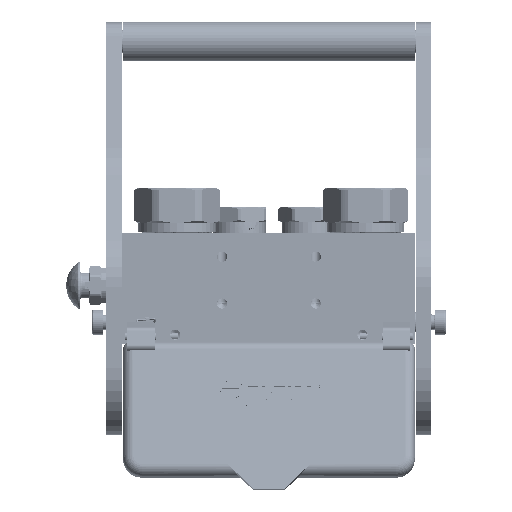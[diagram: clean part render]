
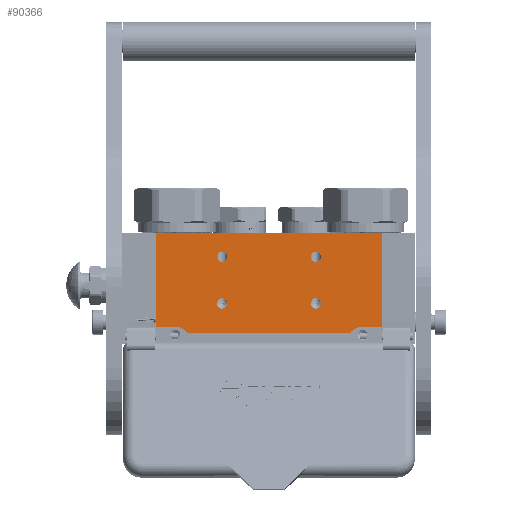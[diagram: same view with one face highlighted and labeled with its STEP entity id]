
A CAD part, left-side view. The second image highlights one B-rep face of the part: STEP entity #90366.
In plain terms, the highlighted face is planar.
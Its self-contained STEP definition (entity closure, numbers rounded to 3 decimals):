
#184 = CARTESIAN_POINT ( 'NONE',  ( 64., 18.3, -108. ) ) ;
#3815 = CARTESIAN_POINT ( 'NONE',  ( 166.7, 0., -108. ) ) ;
#4813 = ORIENTED_EDGE ( 'NONE', *, *, #94747, .F. ) ;
#5225 = DIRECTION ( 'NONE',  ( 0., 0., -1. ) ) ;
#7842 = ORIENTED_EDGE ( 'NONE', *, *, #139952, .F. ) ;
#9167 = CARTESIAN_POINT ( 'NONE',  ( 42.146, 64.2, -108. ) ) ;
#12729 = EDGE_LOOP ( 'NONE', ( #7842, #120094 ) ) ;
#15251 = DIRECTION ( 'NONE',  ( 0., 0., -1. ) ) ;
#15734 = CARTESIAN_POINT ( 'NONE',  ( 124., 15., -108. ) ) ;
#15756 = VERTEX_POINT ( 'NONE', #100161 ) ;
#15882 = CARTESIAN_POINT ( 'NONE',  ( 34., 60., -108. ) ) ;
#16825 = CARTESIAN_POINT ( 'NONE',  ( 21.3, 0., -108. ) ) ;
#18348 = CIRCLE ( 'NONE', #42749, 3.3 ) ;
#19206 = CARTESIAN_POINT ( 'NONE',  ( 21.3, 60., -108. ) ) ;
#21061 = VECTOR ( 'NONE', #92028, 1000. ) ;
#22167 = DIRECTION ( 'NONE',  ( 0., 0., -1. ) ) ;
#23490 = VECTOR ( 'NONE', #106656, 1000. ) ;
#23890 = EDGE_CURVE ( 'NONE', #108525, #133942, #144741, .T. ) ;
#25492 = VERTEX_POINT ( 'NONE', #15882 ) ;
#26047 = EDGE_CURVE ( 'NONE', #110980, #25492, #30463, .T. ) ;
#28064 = DIRECTION ( 'NONE',  ( 0., 1., 0. ) ) ;
#29036 = DIRECTION ( 'NONE',  ( 0., 0., -1. ) ) ;
#29291 = EDGE_CURVE ( 'NONE', #123474, #15756, #18348, .T. ) ;
#30463 = CIRCLE ( 'NONE', #37676, 10. ) ;
#32493 = AXIS2_PLACEMENT_3D ( 'NONE', #45627, #114207, #33538 ) ;
#33538 = DIRECTION ( 'NONE',  ( 0., 1., 0. ) ) ;
#35577 = AXIS2_PLACEMENT_3D ( 'NONE', #80258, #114503, #148347 ) ;
#37000 = ORIENTED_EDGE ( 'NONE', *, *, #106686, .F. ) ;
#37676 = AXIS2_PLACEMENT_3D ( 'NONE', #63112, #5225, #97481 ) ;
#39316 = DIRECTION ( 'NONE',  ( 0., 0., -1. ) ) ;
#39379 = DIRECTION ( 'NONE',  ( 0., 1., 0. ) ) ;
#39568 = ORIENTED_EDGE ( 'NONE', *, *, #124334, .F. ) ;
#39601 = VERTEX_POINT ( 'NONE', #184 ) ;
#42749 = AXIS2_PLACEMENT_3D ( 'NONE', #138965, #93078, #71360 ) ;
#43885 = VERTEX_POINT ( 'NONE', #131978 ) ;
#45627 = CARTESIAN_POINT ( 'NONE',  ( 64., 45., -108. ) ) ;
#45677 = LINE ( 'NONE', #59723, #58230 ) ;
#48116 = EDGE_CURVE ( 'NONE', #43885, #25492, #66726, .T. ) ;
#49226 = CARTESIAN_POINT ( 'NONE',  ( 124., 41.7, -108. ) ) ;
#49541 = FACE_BOUND ( 'NONE', #137200, .T. ) ;
#49722 = CIRCLE ( 'NONE', #107870, 3.3 ) ;
#51194 = DIRECTION ( 'NONE',  ( 0., 0., -1. ) ) ;
#51731 = CIRCLE ( 'NONE', #59149, 10. ) ;
#52175 = CARTESIAN_POINT ( 'NONE',  ( 64., 15., -108. ) ) ;
#54153 = ORIENTED_EDGE ( 'NONE', *, *, #114075, .F. ) ;
#54864 = ORIENTED_EDGE ( 'NONE', *, *, #23890, .F. ) ;
#54894 = ORIENTED_EDGE ( 'NONE', *, *, #123803, .F. ) ;
#57965 = EDGE_CURVE ( 'NONE', #130141, #121125, #119121, .T. ) ;
#58230 = VECTOR ( 'NONE', #82999, 1000. ) ;
#58233 = EDGE_CURVE ( 'NONE', #130141, #136660, #90198, .T. ) ;
#59149 = AXIS2_PLACEMENT_3D ( 'NONE', #70728, #95968, #117145 ) ;
#59723 = CARTESIAN_POINT ( 'NONE',  ( 145.854, 64.2, -108. ) ) ;
#60467 = EDGE_CURVE ( 'NONE', #84042, #147654, #124405, .T. ) ;
#61956 = CARTESIAN_POINT ( 'NONE',  ( 124., 48.3, -108. ) ) ;
#62211 = DIRECTION ( 'NONE',  ( -1., 0., 0. ) ) ;
#62713 = PLANE ( 'NONE',  #141867 ) ;
#63112 = CARTESIAN_POINT ( 'NONE',  ( 34., 70., -108. ) ) ;
#65130 = EDGE_CURVE ( 'NONE', #136660, #43885, #67240, .T. ) ;
#65548 = DIRECTION ( 'NONE',  ( 1., 0., 0. ) ) ;
#66726 = LINE ( 'NONE', #19206, #137218 ) ;
#67240 = LINE ( 'NONE', #16825, #90600 ) ;
#68259 = AXIS2_PLACEMENT_3D ( 'NONE', #52175, #51194, #75854 ) ;
#69968 = DIRECTION ( 'NONE',  ( 0., -1., 0. ) ) ;
#70728 = CARTESIAN_POINT ( 'NONE',  ( 154., 70., -108. ) ) ;
#71360 = DIRECTION ( 'NONE',  ( 0., -1., 0. ) ) ;
#73125 = CARTESIAN_POINT ( 'NONE',  ( 166.7, 60., -108. ) ) ;
#75854 = DIRECTION ( 'NONE',  ( 0., -1., 0. ) ) ;
#76117 = DIRECTION ( 'NONE',  ( 0., -1., 0. ) ) ;
#77911 = EDGE_LOOP ( 'NONE', ( #136610, #127455, #104119, #81770, #146471, #54894, #4813, #139475 ) ) ;
#78127 = CARTESIAN_POINT ( 'NONE',  ( 154., 60., -108. ) ) ;
#78326 = EDGE_CURVE ( 'NONE', #133942, #108525, #138290, .T. ) ;
#79968 = CARTESIAN_POINT ( 'NONE',  ( 166.7, 60., -108. ) ) ;
#80258 = CARTESIAN_POINT ( 'NONE',  ( 64., 15., -108. ) ) ;
#81770 = ORIENTED_EDGE ( 'NONE', *, *, #48116, .T. ) ;
#82999 = DIRECTION ( 'NONE',  ( -1., 0., 0. ) ) ;
#83485 = CARTESIAN_POINT ( 'NONE',  ( 166.7, 0., -108. ) ) ;
#84042 = VERTEX_POINT ( 'NONE', #105806 ) ;
#86434 = VERTEX_POINT ( 'NONE', #108209 ) ;
#87462 = FACE_BOUND ( 'NONE', #118579, .T. ) ;
#88266 = CARTESIAN_POINT ( 'NONE',  ( 124., 45., -108. ) ) ;
#89094 = CIRCLE ( 'NONE', #68259, 3.3 ) ;
#90198 = LINE ( 'NONE', #136830, #117226 ) ;
#90366 = ADVANCED_FACE ( 'NONE', ( #145153, #87462, #134293, #49541, #141574 ), #62713, .T. ) ;
#90511 = CARTESIAN_POINT ( 'NONE',  ( 64., 41.7, -108. ) ) ;
#90600 = VECTOR ( 'NONE', #131265, 1000. ) ;
#92028 = DIRECTION ( 'NONE',  ( -1., 0., 0. ) ) ;
#93078 = DIRECTION ( 'NONE',  ( 0., 0., -1. ) ) ;
#93085 = EDGE_LOOP ( 'NONE', ( #124693, #54864 ) ) ;
#94747 = EDGE_CURVE ( 'NONE', #97299, #86434, #51731, .T. ) ;
#94851 = CARTESIAN_POINT ( 'NONE',  ( 166.7, 0., -108. ) ) ;
#95968 = DIRECTION ( 'NONE',  ( 0., 0., -1. ) ) ;
#97120 = CARTESIAN_POINT ( 'NONE',  ( 124., 45., -108. ) ) ;
#97299 = VERTEX_POINT ( 'NONE', #78127 ) ;
#97481 = DIRECTION ( 'NONE',  ( 0.815, -0.58, 0. ) ) ;
#97829 = ORIENTED_EDGE ( 'NONE', *, *, #29291, .F. ) ;
#100161 = CARTESIAN_POINT ( 'NONE',  ( 124., 18.3, -108. ) ) ;
#104119 = ORIENTED_EDGE ( 'NONE', *, *, #65130, .T. ) ;
#105806 = CARTESIAN_POINT ( 'NONE',  ( 64., 48.3, -108. ) ) ;
#106656 = DIRECTION ( 'NONE',  ( 0., 1., 0. ) ) ;
#106686 = EDGE_CURVE ( 'NONE', #39601, #132264, #122802, .T. ) ;
#107870 = AXIS2_PLACEMENT_3D ( 'NONE', #143732, #39316, #76117 ) ;
#108209 = CARTESIAN_POINT ( 'NONE',  ( 145.854, 64.2, -108. ) ) ;
#108525 = VERTEX_POINT ( 'NONE', #61956 ) ;
#108911 = AXIS2_PLACEMENT_3D ( 'NONE', #15734, #15251, #39379 ) ;
#109576 = AXIS2_PLACEMENT_3D ( 'NONE', #88266, #22167, #69968 ) ;
#110980 = VERTEX_POINT ( 'NONE', #9167 ) ;
#112788 = EDGE_CURVE ( 'NONE', #121125, #97299, #113031, .T. ) ;
#113031 = LINE ( 'NONE', #79968, #21061 ) ;
#114075 = EDGE_CURVE ( 'NONE', #132264, #39601, #89094, .T. ) ;
#114207 = DIRECTION ( 'NONE',  ( 0., 0., -1. ) ) ;
#114503 = DIRECTION ( 'NONE',  ( 0., 0., -1. ) ) ;
#117145 = DIRECTION ( 'NONE',  ( 0., -1., 0. ) ) ;
#117226 = VECTOR ( 'NONE', #148904, 1000. ) ;
#118579 = EDGE_LOOP ( 'NONE', ( #97829, #39568 ) ) ;
#119121 = LINE ( 'NONE', #83485, #23490 ) ;
#120094 = ORIENTED_EDGE ( 'NONE', *, *, #60467, .F. ) ;
#120568 = AXIS2_PLACEMENT_3D ( 'NONE', #97120, #29036, #28064 ) ;
#120931 = CARTESIAN_POINT ( 'NONE',  ( 21.3, 0., -108. ) ) ;
#121125 = VERTEX_POINT ( 'NONE', #73125 ) ;
#122802 = CIRCLE ( 'NONE', #35577, 3.3 ) ;
#123474 = VERTEX_POINT ( 'NONE', #146569 ) ;
#123803 = EDGE_CURVE ( 'NONE', #86434, #110980, #45677, .T. ) ;
#124334 = EDGE_CURVE ( 'NONE', #15756, #123474, #144654, .T. ) ;
#124405 = CIRCLE ( 'NONE', #32493, 3.3 ) ;
#124693 = ORIENTED_EDGE ( 'NONE', *, *, #78326, .F. ) ;
#127455 = ORIENTED_EDGE ( 'NONE', *, *, #58233, .T. ) ;
#129738 = CARTESIAN_POINT ( 'NONE',  ( 64., 11.7, -108. ) ) ;
#130141 = VERTEX_POINT ( 'NONE', #94851 ) ;
#131265 = DIRECTION ( 'NONE',  ( 0., 1., 0. ) ) ;
#131978 = CARTESIAN_POINT ( 'NONE',  ( 21.3, 60., -108. ) ) ;
#132264 = VERTEX_POINT ( 'NONE', #129738 ) ;
#133942 = VERTEX_POINT ( 'NONE', #49226 ) ;
#134293 = FACE_BOUND ( 'NONE', #12729, .T. ) ;
#136610 = ORIENTED_EDGE ( 'NONE', *, *, #57965, .F. ) ;
#136660 = VERTEX_POINT ( 'NONE', #120931 ) ;
#136830 = CARTESIAN_POINT ( 'NONE',  ( 166.7, 0., -108. ) ) ;
#137200 = EDGE_LOOP ( 'NONE', ( #54153, #37000 ) ) ;
#137218 = VECTOR ( 'NONE', #65548, 1000. ) ;
#138290 = CIRCLE ( 'NONE', #109576, 3.3 ) ;
#138965 = CARTESIAN_POINT ( 'NONE',  ( 124., 15., -108. ) ) ;
#139475 = ORIENTED_EDGE ( 'NONE', *, *, #112788, .F. ) ;
#139952 = EDGE_CURVE ( 'NONE', #147654, #84042, #49722, .T. ) ;
#141574 = FACE_OUTER_BOUND ( 'NONE', #77911, .T. ) ;
#141867 = AXIS2_PLACEMENT_3D ( 'NONE', #3815, #142471, #62211 ) ;
#142471 = DIRECTION ( 'NONE',  ( 0., 0., -1. ) ) ;
#143732 = CARTESIAN_POINT ( 'NONE',  ( 64., 45., -108. ) ) ;
#144654 = CIRCLE ( 'NONE', #108911, 3.3 ) ;
#144741 = CIRCLE ( 'NONE', #120568, 3.3 ) ;
#145153 = FACE_BOUND ( 'NONE', #93085, .T. ) ;
#146471 = ORIENTED_EDGE ( 'NONE', *, *, #26047, .F. ) ;
#146569 = CARTESIAN_POINT ( 'NONE',  ( 124., 11.7, -108. ) ) ;
#147654 = VERTEX_POINT ( 'NONE', #90511 ) ;
#148347 = DIRECTION ( 'NONE',  ( 0., 1., 0. ) ) ;
#148904 = DIRECTION ( 'NONE',  ( -1., 0., 0. ) ) ;
